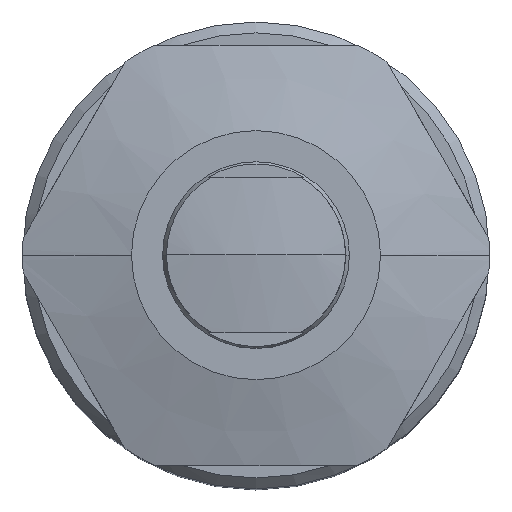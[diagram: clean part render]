
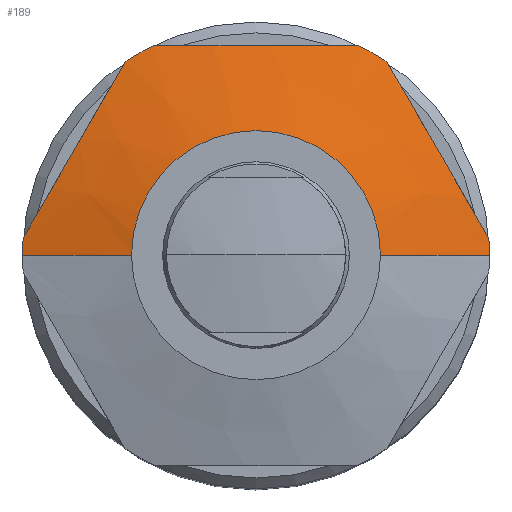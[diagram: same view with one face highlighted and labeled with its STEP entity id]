
A CAD part, top view. The second image highlights one B-rep face of the part: STEP entity #189.
In plain terms, the highlighted conical face has half-angle 75 degrees and reference radius 15 mm.
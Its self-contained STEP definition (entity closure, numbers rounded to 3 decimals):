
#48 = VERTEX_POINT ( 'NONE', #986 ) ;
#49 = ORIENTED_EDGE ( 'NONE', *, *, #54, .T. ) ;
#50 = EDGE_CURVE ( 'NONE', #193, #52, #985, .T. ) ;
#52 = VERTEX_POINT ( 'NONE', #980 ) ;
#53 = ORIENTED_EDGE ( 'NONE', *, *, #50, .F. ) ;
#54 = EDGE_CURVE ( 'NONE', #48, #52, #974, .T. ) ;
#55 = EDGE_CURVE ( 'NONE', #182, #48, #969, .T. ) ;
#66 = VERTEX_POINT ( 'NONE', #1011 ) ;
#171 = ORIENTED_EDGE ( 'NONE', *, *, #172, .T. ) ;
#172 = EDGE_CURVE ( 'NONE', #66, #173, #1152, .T. ) ;
#173 = VERTEX_POINT ( 'NONE', #1154 ) ;
#174 = ORIENTED_EDGE ( 'NONE', *, *, #175, .T. ) ;
#175 = EDGE_CURVE ( 'NONE', #173, #176, #1151, .T. ) ;
#176 = VERTEX_POINT ( 'NONE', #1201 ) ;
#177 = ORIENTED_EDGE ( 'NONE', *, *, #178, .T. ) ;
#178 = EDGE_CURVE ( 'NONE', #176, #179, #1198, .T. ) ;
#179 = VERTEX_POINT ( 'NONE', #1200 ) ;
#180 = ORIENTED_EDGE ( 'NONE', *, *, #181, .T. ) ;
#181 = EDGE_CURVE ( 'NONE', #179, #182, #1197, .T. ) ;
#182 = VERTEX_POINT ( 'NONE', #1188 ) ;
#183 = ORIENTED_EDGE ( 'NONE', *, *, #55, .T. ) ;
#186 = EDGE_LOOP ( 'NONE', ( #190, #194, #197, #171, #174, #177, #180, #183, #49, #53 ) ) ;
#189 = ADVANCED_FACE ( 'NONE', ( #1184 ), #1183, .T. ) ;
#190 = ORIENTED_EDGE ( 'NONE', *, *, #191, .F. ) ;
#191 = EDGE_CURVE ( 'NONE', #192, #193, #1177, .T. ) ;
#192 = VERTEX_POINT ( 'NONE', #1237 ) ;
#193 = VERTEX_POINT ( 'NONE', #1236 ) ;
#194 = ORIENTED_EDGE ( 'NONE', *, *, #195, .T. ) ;
#195 = EDGE_CURVE ( 'NONE', #192, #196, #1235, .T. ) ;
#196 = VERTEX_POINT ( 'NONE', #1231 ) ;
#197 = ORIENTED_EDGE ( 'NONE', *, *, #198, .T. ) ;
#198 = EDGE_CURVE ( 'NONE', #196, #66, #1229, .T. ) ;
#961 = CARTESIAN_POINT ( 'NONE',  ( -14.961, 1.088, -1.876 ) ) ;
#962 = CARTESIAN_POINT ( 'NONE',  ( -13.871, 2.975, -1.621 ) ) ;
#963 = CARTESIAN_POINT ( 'NONE',  ( -11.691, 6.75, -1.326 ) ) ;
#964 = CARTESIAN_POINT ( 'NONE',  ( -9.512, 10.525, -1.621 ) ) ;
#965 = CARTESIAN_POINT ( 'NONE',  ( -8.422, 12.412, -1.876 ) ) ;
#969 = B_SPLINE_CURVE_WITH_KNOTS ( 'NONE', 3,
 ( #965, #964, #963, #962, #961 ),
 .UNSPECIFIED., .F., .F.,
 ( 4, 1, 4 ),
 ( 0., 0.007, 0.013 ),
 .UNSPECIFIED. ) ;
#970 = DIRECTION ( 'NONE',  ( 1., 0., 0. ) ) ;
#971 = DIRECTION ( 'NONE',  ( 0., 0., 1. ) ) ;
#972 = CARTESIAN_POINT ( 'NONE',  ( 0., 0., -1.876 ) ) ;
#973 = AXIS2_PLACEMENT_3D ( 'NONE', #972, #971, #970 ) ;
#974 = CIRCLE ( 'NONE', #973, 15. ) ;
#980 = CARTESIAN_POINT ( 'NONE',  ( -15., 0., -1.876 ) ) ;
#982 = DIRECTION ( 'NONE',  ( -0.966, 0., -0.259 ) ) ;
#983 = VECTOR ( 'NONE', #982, 1000. ) ;
#984 = CARTESIAN_POINT ( 'NONE',  ( -15., 0., -1.876 ) ) ;
#985 = LINE ( 'NONE', #984, #983 ) ;
#986 = CARTESIAN_POINT ( 'NONE',  ( -14.961, 1.088, -1.876 ) ) ;
#1011 = CARTESIAN_POINT ( 'NONE',  ( 14.961, 1.088, -1.876 ) ) ;
#1150 = CARTESIAN_POINT ( 'NONE',  ( 14.961, 1.088, -1.876 ) ) ;
#1151 = CIRCLE ( 'NONE', #1204, 15. ) ;
#1152 = B_SPLINE_CURVE_WITH_KNOTS ( 'NONE', 3,
 ( #1150, #1208, #1207, #1206, #1205 ),
 .UNSPECIFIED., .F., .F.,
 ( 4, 1, 4 ),
 ( 0., 0.007, 0.013 ),
 .UNSPECIFIED. ) ;
#1153 = CARTESIAN_POINT ( 'NONE',  ( 0., 0., -1.876 ) ) ;
#1154 = CARTESIAN_POINT ( 'NONE',  ( 8.422, 12.412, -1.876 ) ) ;
#1177 = CIRCLE ( 'NONE', #1240, 8. ) ;
#1178 = CARTESIAN_POINT ( 'NONE',  ( 0., 0., 0. ) ) ;
#1179 = DIRECTION ( 'NONE',  ( -1., 0., 0. ) ) ;
#1180 = DIRECTION ( 'NONE',  ( 0., 0., -1. ) ) ;
#1181 = CARTESIAN_POINT ( 'NONE',  ( 0., 0., -1.876 ) ) ;
#1182 = AXIS2_PLACEMENT_3D ( 'NONE', #1181, #1180, #1179 ) ;
#1183 = CONICAL_SURFACE ( 'NONE', #1182, 15., 1.309 ) ;
#1184 = FACE_OUTER_BOUND ( 'NONE', #186, .T. ) ;
#1185 = DIRECTION ( 'NONE',  ( 1., 0., 0. ) ) ;
#1186 = DIRECTION ( 'NONE',  ( 0., 0., 1. ) ) ;
#1187 = AXIS2_PLACEMENT_3D ( 'NONE', #1199, #1186, #1185 ) ;
#1188 = CARTESIAN_POINT ( 'NONE',  ( -8.422, 12.412, -1.876 ) ) ;
#1189 = CARTESIAN_POINT ( 'NONE',  ( -6.538, 13.5, -1.876 ) ) ;
#1190 = CARTESIAN_POINT ( 'NONE',  ( -5.447, 13.5, -1.748 ) ) ;
#1191 = CARTESIAN_POINT ( 'NONE',  ( -4.353, 13.5, -1.646 ) ) ;
#1192 = CARTESIAN_POINT ( 'NONE',  ( -2.169, 13.5, -1.509 ) ) ;
#1193 = CARTESIAN_POINT ( 'NONE',  ( -1.078, 13.5, -1.473 ) ) ;
#1194 = CARTESIAN_POINT ( 'NONE',  ( 2.191, 13.5, -1.474 ) ) ;
#1195 = CARTESIAN_POINT ( 'NONE',  ( 4.367, 13.5, -1.622 ) ) ;
#1196 = CARTESIAN_POINT ( 'NONE',  ( 6.538, 13.5, -1.876 ) ) ;
#1197 = CIRCLE ( 'NONE', #1187, 15. ) ;
#1198 = B_SPLINE_CURVE_WITH_KNOTS ( 'NONE', 3,
 ( #1196, #1195, #1194, #1193, #1192, #1191, #1190, #1189 ),
 .UNSPECIFIED., .F., .F.,
 ( 4, 2, 2, 4 ),
 ( 0.031, 0.038, 0.041, 0.045 ),
 .UNSPECIFIED. ) ;
#1199 = CARTESIAN_POINT ( 'NONE',  ( 0., 0., -1.876 ) ) ;
#1200 = CARTESIAN_POINT ( 'NONE',  ( -6.538, 13.5, -1.876 ) ) ;
#1201 = CARTESIAN_POINT ( 'NONE',  ( 6.538, 13.5, -1.876 ) ) ;
#1202 = DIRECTION ( 'NONE',  ( 1., 0., 0. ) ) ;
#1203 = DIRECTION ( 'NONE',  ( 0., 0., 1. ) ) ;
#1204 = AXIS2_PLACEMENT_3D ( 'NONE', #1153, #1203, #1202 ) ;
#1205 = CARTESIAN_POINT ( 'NONE',  ( 8.422, 12.412, -1.876 ) ) ;
#1206 = CARTESIAN_POINT ( 'NONE',  ( 9.512, 10.525, -1.621 ) ) ;
#1207 = CARTESIAN_POINT ( 'NONE',  ( 11.691, 6.75, -1.326 ) ) ;
#1208 = CARTESIAN_POINT ( 'NONE',  ( 13.871, 2.975, -1.621 ) ) ;
#1225 = DIRECTION ( 'NONE',  ( 1., 0., 0. ) ) ;
#1226 = DIRECTION ( 'NONE',  ( 0., 0., 1. ) ) ;
#1227 = CARTESIAN_POINT ( 'NONE',  ( 0., 0., -1.876 ) ) ;
#1228 = AXIS2_PLACEMENT_3D ( 'NONE', #1227, #1226, #1225 ) ;
#1229 = CIRCLE ( 'NONE', #1228, 15. ) ;
#1231 = CARTESIAN_POINT ( 'NONE',  ( 15., 0., -1.876 ) ) ;
#1232 = DIRECTION ( 'NONE',  ( 0.966, 0., -0.259 ) ) ;
#1233 = VECTOR ( 'NONE', #1232, 1000. ) ;
#1234 = CARTESIAN_POINT ( 'NONE',  ( 15., 0., -1.876 ) ) ;
#1235 = LINE ( 'NONE', #1234, #1233 ) ;
#1236 = CARTESIAN_POINT ( 'NONE',  ( -8., 0., 0. ) ) ;
#1237 = CARTESIAN_POINT ( 'NONE',  ( 8., 0., 0. ) ) ;
#1238 = DIRECTION ( 'NONE',  ( 1., 0., 0. ) ) ;
#1239 = DIRECTION ( 'NONE',  ( 0., 0., 1. ) ) ;
#1240 = AXIS2_PLACEMENT_3D ( 'NONE', #1178, #1239, #1238 ) ;
